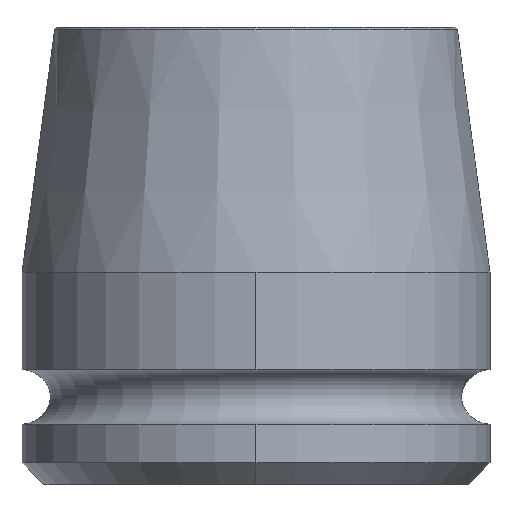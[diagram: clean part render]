
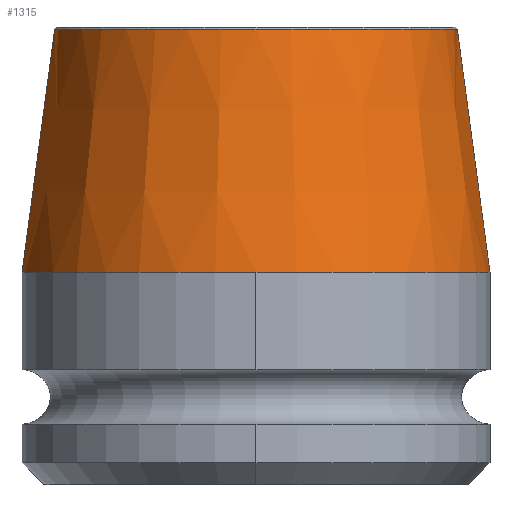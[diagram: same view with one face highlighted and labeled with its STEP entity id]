
A CAD part, left-side view. The second image highlights one B-rep face of the part: STEP entity #1315.
In plain terms, the highlighted conical face has half-angle 7.645 degrees and reference radius 40 mm.
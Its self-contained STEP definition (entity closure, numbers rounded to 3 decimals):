
#313=CARTESIAN_POINT('',(0.,0.,39.));
#314=DIRECTION('',(0.,0.,1.));
#315=DIRECTION('',(0.,1.,0.));
#316=AXIS2_PLACEMENT_3D('',#313,#314,#315);
#351=CARTESIAN_POINT('',(0.,0.,39.));
#352=DIRECTION('',(0.,0.,1.));
#353=DIRECTION('',(-1.,0.,0.));
#354=AXIS2_PLACEMENT_3D('',#351,#352,#353);
#369=DIRECTION('',(0.,0.133,-0.991));
#370=VECTOR('',#369,45.101);
#371=CARTESIAN_POINT('',(0.,37.,83.7));
#372=LINE('',#371,#370);
#373=DIRECTION('',(0.,-0.133,-0.991));
#374=VECTOR('',#373,45.101);
#375=CARTESIAN_POINT('',(0.,-37.,83.7));
#376=LINE('',#375,#374);
#386=CARTESIAN_POINT('',(0.,0.,83.7));
#387=DIRECTION('',(0.,0.,1.));
#388=DIRECTION('',(0.,1.,0.));
#389=AXIS2_PLACEMENT_3D('',#386,#387,#388);
#934=CARTESIAN_POINT('',(0.,-43.,39.));
#936=VERTEX_POINT('',#934);
#938=CARTESIAN_POINT('',(0.,43.,39.));
#939=VERTEX_POINT('',#938);
#940=CARTESIAN_POINT('',(-43.,0.,39.));
#941=VERTEX_POINT('',#940);
#942=CARTESIAN_POINT('',(0.,37.,83.7));
#943=CARTESIAN_POINT('',(0.,-37.,83.7));
#944=VERTEX_POINT('',#942);
#945=VERTEX_POINT('',#943);
#1300=CARTESIAN_POINT('',(0.,0.,61.35));
#1301=DIRECTION('',(0.,0.,-1.));
#1302=DIRECTION('',(0.,-1.,0.));
#1303=AXIS2_PLACEMENT_3D('',#1300,#1301,#1302);
#1304=CONICAL_SURFACE('',#1303,40.,7.645);
#1305=ORIENTED_EDGE('',*,*,#1239,.F.);
#1307=ORIENTED_EDGE('',*,*,#1306,.F.);
#1309=ORIENTED_EDGE('',*,*,#1308,.T.);
#1311=ORIENTED_EDGE('',*,*,#1310,.T.);
#1312=ORIENTED_EDGE('',*,*,#1267,.F.);
#1313=EDGE_LOOP('',(#1305,#1307,#1309,#1311,#1312));
#1314=FACE_OUTER_BOUND('',#1313,.F.);
#1315=ADVANCED_FACE('',(#1314),#1304,.T.);
#317=CIRCLE('',#316,43.);
#355=CIRCLE('',#354,43.);
#390=CIRCLE('',#389,37.);
#1239=EDGE_CURVE('',#939,#941,#317,.T.);
#1267=EDGE_CURVE('',#941,#936,#355,.T.);
#1306=EDGE_CURVE('',#944,#939,#372,.T.);
#1308=EDGE_CURVE('',#944,#945,#390,.T.);
#1310=EDGE_CURVE('',#945,#936,#376,.T.);
